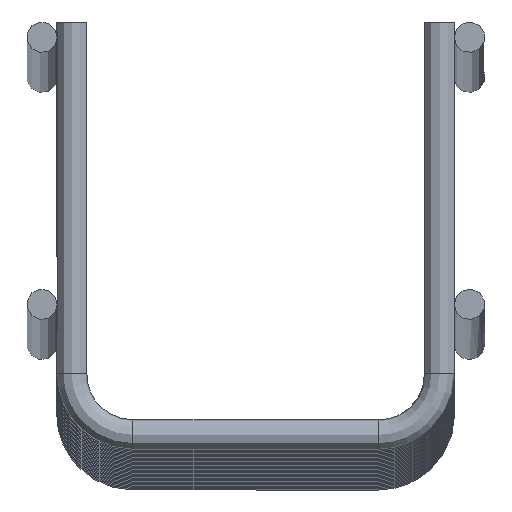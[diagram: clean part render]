
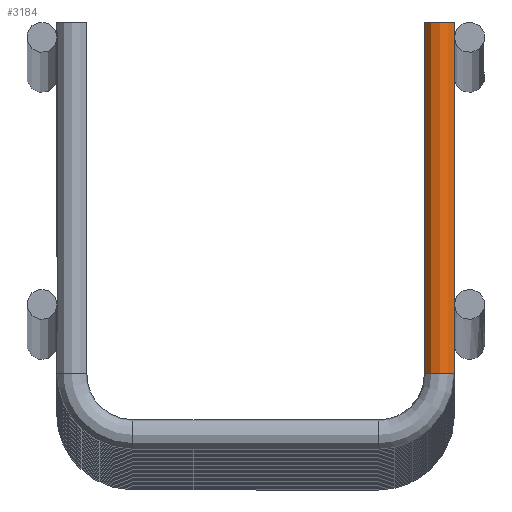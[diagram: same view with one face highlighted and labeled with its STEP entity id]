
A CAD part, top view. The second image highlights one B-rep face of the part: STEP entity #3184.
In plain terms, the highlighted cylindrical face has radius 2 mm (diameter 4 mm), a full revolution.
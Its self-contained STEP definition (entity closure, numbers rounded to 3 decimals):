
#30 = CYLINDRICAL_SURFACE ( 'NONE', #6588, 2. ) ;
#32 = FACE_OUTER_BOUND ( 'NONE', #4411, .T. ) ;
#354 = VERTEX_POINT ( 'NONE', #990 ) ;
#361 = VERTEX_POINT ( 'NONE', #2940 ) ;
#369 = VERTEX_POINT ( 'NONE', #2292 ) ;
#385 = VERTEX_POINT ( 'NONE', #6699 ) ;
#401 = CARTESIAN_POINT ( 'NONE',  ( 26.024, 16.783, 0.548 ) ) ;
#425 = CARTESIAN_POINT ( 'NONE',  ( 26.076, 17.659, 0.329 ) ) ;
#448 = CARTESIAN_POINT ( 'NONE',  ( 26.1, 51.476, 0.165 ) ) ;
#464 = EDGE_LOOP ( 'NONE', ( #5362 ) ) ;
#479 = CARTESIAN_POINT ( 'NONE',  ( 26.005, 52.265, 0.609 ) ) ;
#529 = DIRECTION ( 'NONE',  ( 0., 0., 1. ) ) ;
#586 = EDGE_LOOP ( 'NONE', ( #4492 ) ) ;
#706 = AXIS2_PLACEMENT_3D ( 'NONE', #6823, #3063, #7425 ) ;
#723 = B_SPLINE_CURVE_WITH_KNOTS ( 'NONE', 3,
 ( #6772, #2312, #7374, #3665, #7979, #4315, #448, #4932, #1083, #5562, #1731, #6181, #2393, #6792, #3035, #7403, #3700, #8002, #4346, #479, #4955, #1112 ),
 .UNSPECIFIED., .T., .F.,
 ( 4, 2, 2, 2, 2, 2, 2, 2, 2, 2, 4 ),
 ( 0., 0., 0., 0.001, 0.001, 0.002, 0.002, 0.003, 0.003, 0.004, 0.004 ),
 .UNSPECIFIED. ) ;
#828 = AXIS2_PLACEMENT_3D ( 'NONE', #5618, #1796, #6227 ) ;
#990 = CARTESIAN_POINT ( 'NONE',  ( 24.1, 8., 2. ) ) ;
#1028 = CARTESIAN_POINT ( 'NONE',  ( 26.076, 16.541, 0.33 ) ) ;
#1029 = EDGE_CURVE ( 'NONE', #385, #385, #3253, .T. ) ;
#1036 = EDGE_CURVE ( 'NONE', #369, #369, #723, .T. ) ;
#1047 = EDGE_CURVE ( 'NONE', #361, #361, #4738, .T. ) ;
#1050 = CARTESIAN_POINT ( 'NONE',  ( 26.024, 17.417, 0.547 ) ) ;
#1060 = EDGE_CURVE ( 'NONE', #354, #354, #2641, .T. ) ;
#1083 = CARTESIAN_POINT ( 'NONE',  ( 26.076, 51.54, -0.329 ) ) ;
#1093 = FACE_BOUND ( 'NONE', #586, .T. ) ;
#1112 = CARTESIAN_POINT ( 'NONE',  ( 26., 52.1, 0.624 ) ) ;
#1165 = DIRECTION ( 'NONE',  ( 0., 1., 0. ) ) ;
#1682 = CARTESIAN_POINT ( 'NONE',  ( 26.1, 16.475, -0.165 ) ) ;
#1708 = CARTESIAN_POINT ( 'NONE',  ( 26., 17.183, 0.624 ) ) ;
#1731 = CARTESIAN_POINT ( 'NONE',  ( 26., 51.936, -0.624 ) ) ;
#1796 = DIRECTION ( 'NONE',  ( 0., -1., 0. ) ) ;
#2292 = CARTESIAN_POINT ( 'NONE',  ( 26., 52.1, 0.624 ) ) ;
#2312 = CARTESIAN_POINT ( 'NONE',  ( 26., 52.017, 0.624 ) ) ;
#2339 = CARTESIAN_POINT ( 'NONE',  ( 26.024, 16.771, -0.56 ) ) ;
#2393 = CARTESIAN_POINT ( 'NONE',  ( 26.024, 52.429, -0.56 ) ) ;
#2641 = CIRCLE ( 'NONE', #828, 2. ) ;
#2940 = CARTESIAN_POINT ( 'NONE',  ( 24.1, 54.1, 2. ) ) ;
#2982 = CARTESIAN_POINT ( 'NONE',  ( 26., 17.264, -0.625 ) ) ;
#3035 = CARTESIAN_POINT ( 'NONE',  ( 26.1, 52.725, -0.165 ) ) ;
#3063 = DIRECTION ( 'NONE',  ( 0., -1., 0. ) ) ;
#3184 = ADVANCED_FACE ( 'NONE', ( #6250, #3196, #32, #1093 ), #30, .T. ) ;
#3196 = FACE_OUTER_BOUND ( 'NONE', #464, .T. ) ;
#3253 = B_SPLINE_CURVE_WITH_KNOTS ( 'NONE', 3,
 ( #3613, #4852, #4263, #401, #4879, #1028, #5513, #1682, #6120, #2339, #6751, #2982, #7346, #3641, #7950, #4282, #425, #4909, #1050, #5533, #1708, #6148 ),
 .UNSPECIFIED., .T., .F.,
 ( 4, 2, 2, 2, 2, 2, 2, 2, 2, 2, 4 ),
 ( 0., 0., 0., 0.001, 0.001, 0.002, 0.002, 0.003, 0.003, 0.004, 0.004 ),
 .UNSPECIFIED. ) ;
#3613 = CARTESIAN_POINT ( 'NONE',  ( 26., 17.1, 0.624 ) ) ;
#3641 = CARTESIAN_POINT ( 'NONE',  ( 26.076, 17.66, -0.329 ) ) ;
#3665 = CARTESIAN_POINT ( 'NONE',  ( 26.024, 51.783, 0.548 ) ) ;
#3700 = CARTESIAN_POINT ( 'NONE',  ( 26.076, 52.659, 0.329 ) ) ;
#4263 = CARTESIAN_POINT ( 'NONE',  ( 26.005, 16.935, 0.609 ) ) ;
#4282 = CARTESIAN_POINT ( 'NONE',  ( 26.1, 17.724, 0.165 ) ) ;
#4315 = CARTESIAN_POINT ( 'NONE',  ( 26.076, 51.541, 0.33 ) ) ;
#4346 = CARTESIAN_POINT ( 'NONE',  ( 26.024, 52.417, 0.547 ) ) ;
#4394 = CARTESIAN_POINT ( 'NONE',  ( 24.1, 8., 0. ) ) ;
#4411 = EDGE_LOOP ( 'NONE', ( #5834 ) ) ;
#4492 = ORIENTED_EDGE ( 'NONE', *, *, #1029, .F. ) ;
#4721 = ORIENTED_EDGE ( 'NONE', *, *, #1036, .F. ) ;
#4738 = CIRCLE ( 'NONE', #706, 2. ) ;
#4852 = CARTESIAN_POINT ( 'NONE',  ( 26., 17.017, 0.624 ) ) ;
#4879 = CARTESIAN_POINT ( 'NONE',  ( 26.037, 16.713, 0.502 ) ) ;
#4909 = CARTESIAN_POINT ( 'NONE',  ( 26.037, 17.487, 0.502 ) ) ;
#4932 = CARTESIAN_POINT ( 'NONE',  ( 26.1, 51.475, -0.165 ) ) ;
#4955 = CARTESIAN_POINT ( 'NONE',  ( 26., 52.183, 0.624 ) ) ;
#5362 = ORIENTED_EDGE ( 'NONE', *, *, #1060, .F. ) ;
#5513 = CARTESIAN_POINT ( 'NONE',  ( 26.1, 16.476, 0.165 ) ) ;
#5533 = CARTESIAN_POINT ( 'NONE',  ( 26.005, 17.265, 0.609 ) ) ;
#5562 = CARTESIAN_POINT ( 'NONE',  ( 26.024, 51.771, -0.56 ) ) ;
#5618 = CARTESIAN_POINT ( 'NONE',  ( 24.1, 8., 0. ) ) ;
#5834 = ORIENTED_EDGE ( 'NONE', *, *, #1047, .T. ) ;
#6120 = CARTESIAN_POINT ( 'NONE',  ( 26.076, 16.54, -0.329 ) ) ;
#6148 = CARTESIAN_POINT ( 'NONE',  ( 26., 17.1, 0.624 ) ) ;
#6181 = CARTESIAN_POINT ( 'NONE',  ( 26., 52.264, -0.625 ) ) ;
#6227 = DIRECTION ( 'NONE',  ( 0., 0., 1. ) ) ;
#6250 = FACE_BOUND ( 'NONE', #8025, .T. ) ;
#6588 = AXIS2_PLACEMENT_3D ( 'NONE', #4394, #1165, #529 ) ;
#6699 = CARTESIAN_POINT ( 'NONE',  ( 26., 17.1, 0.624 ) ) ;
#6751 = CARTESIAN_POINT ( 'NONE',  ( 26., 16.936, -0.624 ) ) ;
#6772 = CARTESIAN_POINT ( 'NONE',  ( 26., 52.1, 0.624 ) ) ;
#6792 = CARTESIAN_POINT ( 'NONE',  ( 26.076, 52.66, -0.329 ) ) ;
#6823 = CARTESIAN_POINT ( 'NONE',  ( 24.1, 54.1, 0. ) ) ;
#7346 = CARTESIAN_POINT ( 'NONE',  ( 26.024, 17.429, -0.56 ) ) ;
#7374 = CARTESIAN_POINT ( 'NONE',  ( 26.005, 51.935, 0.609 ) ) ;
#7403 = CARTESIAN_POINT ( 'NONE',  ( 26.1, 52.724, 0.165 ) ) ;
#7425 = DIRECTION ( 'NONE',  ( 0., 0., 1. ) ) ;
#7950 = CARTESIAN_POINT ( 'NONE',  ( 26.1, 17.725, -0.165 ) ) ;
#7979 = CARTESIAN_POINT ( 'NONE',  ( 26.037, 51.713, 0.502 ) ) ;
#8002 = CARTESIAN_POINT ( 'NONE',  ( 26.037, 52.487, 0.502 ) ) ;
#8025 = EDGE_LOOP ( 'NONE', ( #4721 ) ) ;
